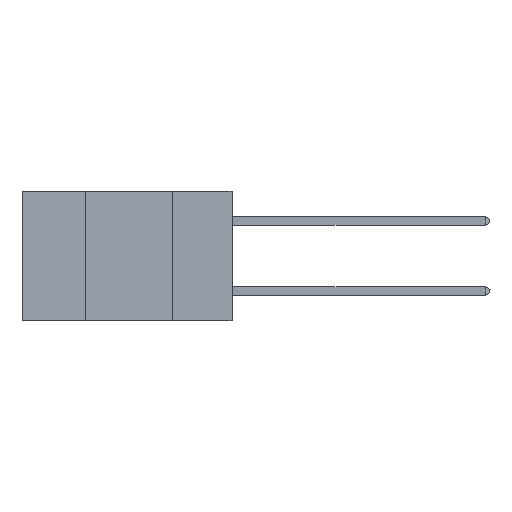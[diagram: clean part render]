
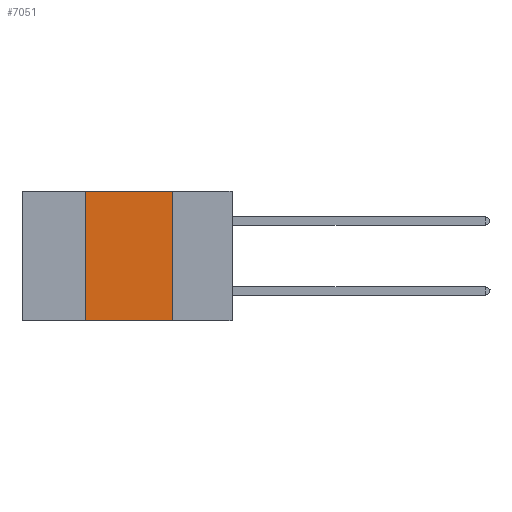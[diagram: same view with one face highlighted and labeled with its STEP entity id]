
A CAD part, left-side view. The second image highlights one B-rep face of the part: STEP entity #7051.
In plain terms, the highlighted planar face has unit normal (-1, 0, 0).
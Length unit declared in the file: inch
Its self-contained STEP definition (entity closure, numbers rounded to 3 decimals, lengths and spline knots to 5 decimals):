
#53 = VECTOR ( 'NONE', #1645, 39.37008 ) ;
#180 = VERTEX_POINT ( 'NONE', #3695 ) ;
#274 = DIRECTION ( 'NONE',  ( 1., 0., 0. ) ) ;
#519 = ORIENTED_EDGE ( 'NONE', *, *, #8854, .F. ) ;
#1209 = DIRECTION ( 'NONE',  ( 0., 0., -1. ) ) ;
#1493 = CARTESIAN_POINT ( 'NONE',  ( 0., 0.6, -0.37 ) ) ;
#1645 = DIRECTION ( 'NONE',  ( 0., -1., 0. ) ) ;
#1910 = CARTESIAN_POINT ( 'NONE',  ( 0., 0.17, 0. ) ) ;
#2242 = EDGE_LOOP ( 'NONE', ( #519, #9226, #8474, #10115 ) ) ;
#2899 = CARTESIAN_POINT ( 'NONE',  ( 0., 0.6, 0. ) ) ;
#2912 = VERTEX_POINT ( 'NONE', #1910 ) ;
#3398 = CARTESIAN_POINT ( 'NONE',  ( 0., 0.42, 0. ) ) ;
#3695 = CARTESIAN_POINT ( 'NONE',  ( 0., 0.17, -0.37 ) ) ;
#3985 = CARTESIAN_POINT ( 'NONE',  ( 0., 0.6, 0. ) ) ;
#4072 = PLANE ( 'NONE',  #11879 ) ;
#4572 = DIRECTION ( 'NONE',  ( 0., 0., -1. ) ) ;
#4585 = LINE ( 'NONE', #10229, #6190 ) ;
#4685 = LINE ( 'NONE', #6405, #10702 ) ;
#6190 = VECTOR ( 'NONE', #4572, 39.37008 ) ;
#6405 = CARTESIAN_POINT ( 'NONE',  ( 0., 0.42, 0. ) ) ;
#7051 = ADVANCED_FACE ( 'NONE', ( #7105 ), #4072, .F. ) ;
#7092 = VECTOR ( 'NONE', #11637, 39.37008 ) ;
#7105 = FACE_OUTER_BOUND ( 'NONE', #2242, .T. ) ;
#7480 = EDGE_CURVE ( 'NONE', #9719, #180, #10046, .T. ) ;
#7518 = EDGE_CURVE ( 'NONE', #10788, #2912, #10214, .T. ) ;
#8474 = ORIENTED_EDGE ( 'NONE', *, *, #10316, .F. ) ;
#8854 = EDGE_CURVE ( 'NONE', #2912, #180, #4585, .T. ) ;
#9226 = ORIENTED_EDGE ( 'NONE', *, *, #7518, .F. ) ;
#9229 = DIRECTION ( 'NONE',  ( 0., 0., 1. ) ) ;
#9719 = VERTEX_POINT ( 'NONE', #11689 ) ;
#10046 = LINE ( 'NONE', #1493, #53 ) ;
#10115 = ORIENTED_EDGE ( 'NONE', *, *, #7480, .T. ) ;
#10214 = LINE ( 'NONE', #2899, #7092 ) ;
#10229 = CARTESIAN_POINT ( 'NONE',  ( 0., 0.17, 0. ) ) ;
#10316 = EDGE_CURVE ( 'NONE', #9719, #10788, #4685, .T. ) ;
#10702 = VECTOR ( 'NONE', #9229, 39.37008 ) ;
#10788 = VERTEX_POINT ( 'NONE', #3398 ) ;
#11637 = DIRECTION ( 'NONE',  ( 0., -1., 0. ) ) ;
#11689 = CARTESIAN_POINT ( 'NONE',  ( 0., 0.42, -0.37 ) ) ;
#11879 = AXIS2_PLACEMENT_3D ( 'NONE', #3985, #274, #1209 ) ;
